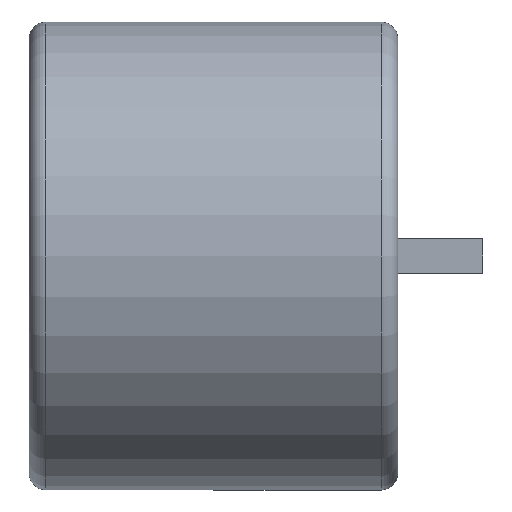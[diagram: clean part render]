
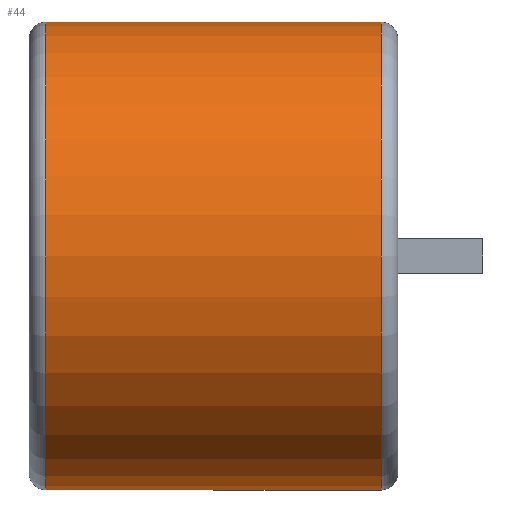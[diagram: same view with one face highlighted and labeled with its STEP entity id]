
A CAD part, left-side view. The second image highlights one B-rep face of the part: STEP entity #44.
In plain terms, the highlighted cylindrical face has radius 8.25 mm (diameter 16.5 mm), a partial arc.
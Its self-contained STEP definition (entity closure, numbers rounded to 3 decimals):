
#7 = CARTESIAN_POINT ( 'NONE',  ( 0., 0.589, 0. ) ) ;
#29 = ORIENTED_EDGE ( 'NONE', *, *, #201, .F. ) ;
#38 = CIRCLE ( 'NONE', #330, 8.25 ) ;
#39 = CARTESIAN_POINT ( 'NONE',  ( 0., 12.411, 8.25 ) ) ;
#44 = ADVANCED_FACE ( 'NONE', ( #182 ), #819, .T. ) ;
#45 = CARTESIAN_POINT ( 'NONE',  ( 0., 0., 0. ) ) ;
#46 = ORIENTED_EDGE ( 'NONE', *, *, #217, .T. ) ;
#47 = DIRECTION ( 'NONE',  ( 0., 0., -1. ) ) ;
#51 = VECTOR ( 'NONE', #297, 1000. ) ;
#55 = CARTESIAN_POINT ( 'NONE',  ( 0., 12.411, -8.25 ) ) ;
#102 = EDGE_CURVE ( 'NONE', #745, #557, #306, .T. ) ;
#141 = DIRECTION ( 'NONE',  ( 0., 0., -1. ) ) ;
#146 = VECTOR ( 'NONE', #369, 1000. ) ;
#178 = ORIENTED_EDGE ( 'NONE', *, *, #361, .T. ) ;
#180 = DIRECTION ( 'NONE',  ( 0., -1., 0. ) ) ;
#182 = FACE_OUTER_BOUND ( 'NONE', #257, .T. ) ;
#201 = EDGE_CURVE ( 'NONE', #557, #407, #539, .T. ) ;
#217 = EDGE_CURVE ( 'NONE', #745, #693, #38, .T. ) ;
#245 = CARTESIAN_POINT ( 'NONE',  ( 0., 0., -8.25 ) ) ;
#249 = LINE ( 'NONE', #245, #51 ) ;
#257 = EDGE_LOOP ( 'NONE', ( #519, #46, #178, #29 ) ) ;
#297 = DIRECTION ( 'NONE',  ( 0., -1., 0. ) ) ;
#306 = LINE ( 'NONE', #765, #146 ) ;
#325 = CARTESIAN_POINT ( 'NONE',  ( 0., 12.411, 0. ) ) ;
#330 = AXIS2_PLACEMENT_3D ( 'NONE', #325, #705, #793 ) ;
#361 = EDGE_CURVE ( 'NONE', #693, #407, #249, .T. ) ;
#369 = DIRECTION ( 'NONE',  ( 0., -1., 0. ) ) ;
#407 = VERTEX_POINT ( 'NONE', #774 ) ;
#468 = AXIS2_PLACEMENT_3D ( 'NONE', #45, #180, #47 ) ;
#519 = ORIENTED_EDGE ( 'NONE', *, *, #102, .F. ) ;
#525 = AXIS2_PLACEMENT_3D ( 'NONE', #7, #714, #141 ) ;
#539 = CIRCLE ( 'NONE', #525, 8.25 ) ;
#557 = VERTEX_POINT ( 'NONE', #598 ) ;
#598 = CARTESIAN_POINT ( 'NONE',  ( 0., 0.589, 8.25 ) ) ;
#693 = VERTEX_POINT ( 'NONE', #55 ) ;
#705 = DIRECTION ( 'NONE',  ( 0., -1., 0. ) ) ;
#714 = DIRECTION ( 'NONE',  ( 0., -1., 0. ) ) ;
#745 = VERTEX_POINT ( 'NONE', #39 ) ;
#765 = CARTESIAN_POINT ( 'NONE',  ( 0., 0., 8.25 ) ) ;
#774 = CARTESIAN_POINT ( 'NONE',  ( 0., 0.589, -8.25 ) ) ;
#793 = DIRECTION ( 'NONE',  ( 0., 0., -1. ) ) ;
#819 = CYLINDRICAL_SURFACE ( 'NONE', #468, 8.25 ) ;
